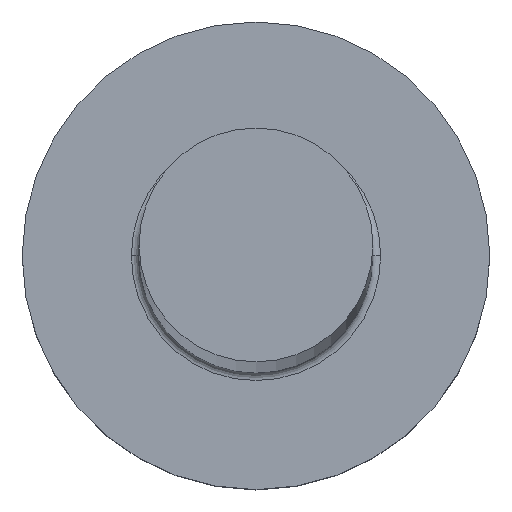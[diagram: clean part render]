
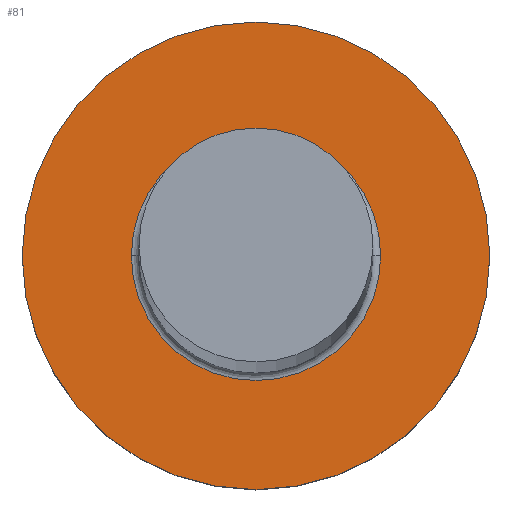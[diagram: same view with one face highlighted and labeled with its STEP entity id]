
A CAD part, top view. The second image highlights one B-rep face of the part: STEP entity #81.
In plain terms, the highlighted planar face has unit normal (0, 0, 1).
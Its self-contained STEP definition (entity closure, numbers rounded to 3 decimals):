
#3 = EDGE_CURVE ( 'NONE', #119, #240, #236, .T. ) ;
#8 = DIRECTION ( 'NONE',  ( 1., 0., 0. ) ) ;
#11 = VERTEX_POINT ( 'NONE', #56 ) ;
#27 = ORIENTED_EDGE ( 'NONE', *, *, #210, .T. ) ;
#31 = FACE_OUTER_BOUND ( 'NONE', #121, .T. ) ;
#33 = CARTESIAN_POINT ( 'NONE',  ( 0., 0., 5. ) ) ;
#36 = DIRECTION ( 'NONE',  ( 0., 0., 1. ) ) ;
#56 = CARTESIAN_POINT ( 'NONE',  ( -3.2, 0., 5. ) ) ;
#60 = CIRCLE ( 'NONE', #188, 3.2 ) ;
#61 = DIRECTION ( 'NONE',  ( 1., 0., 0. ) ) ;
#63 = CARTESIAN_POINT ( 'NONE',  ( 0., 0., 5. ) ) ;
#74 = VERTEX_POINT ( 'NONE', #145 ) ;
#75 = DIRECTION ( 'NONE',  ( 1., 0., 0. ) ) ;
#78 = DIRECTION ( 'NONE',  ( 1., 0., 0. ) ) ;
#81 = ADVANCED_FACE ( 'NONE', ( #243, #31 ), #103, .T. ) ;
#85 = AXIS2_PLACEMENT_3D ( 'NONE', #287, #36, #75 ) ;
#103 = PLANE ( 'NONE',  #85 ) ;
#119 = VERTEX_POINT ( 'NONE', #196 ) ;
#121 = EDGE_LOOP ( 'NONE', ( #27, #173 ) ) ;
#142 = ORIENTED_EDGE ( 'NONE', *, *, #250, .T. ) ;
#145 = CARTESIAN_POINT ( 'NONE',  ( 3.2, 0., 5. ) ) ;
#149 = CARTESIAN_POINT ( 'NONE',  ( 0., 0., 5. ) ) ;
#153 = DIRECTION ( 'NONE',  ( 1., 0., 0. ) ) ;
#158 = AXIS2_PLACEMENT_3D ( 'NONE', #33, #267, #78 ) ;
#173 = ORIENTED_EDGE ( 'NONE', *, *, #3, .T. ) ;
#188 = AXIS2_PLACEMENT_3D ( 'NONE', #63, #296, #8 ) ;
#189 = EDGE_CURVE ( 'NONE', #11, #74, #204, .T. ) ;
#196 = CARTESIAN_POINT ( 'NONE',  ( 6., 0., 5. ) ) ;
#200 = CARTESIAN_POINT ( 'NONE',  ( -6., 0., 5. ) ) ;
#204 = CIRCLE ( 'NONE', #254, 3.2 ) ;
#210 = EDGE_CURVE ( 'NONE', #240, #119, #281, .T. ) ;
#218 = AXIS2_PLACEMENT_3D ( 'NONE', #149, #255, #153 ) ;
#236 = CIRCLE ( 'NONE', #158, 6. ) ;
#240 = VERTEX_POINT ( 'NONE', #200 ) ;
#243 = FACE_BOUND ( 'NONE', #290, .T. ) ;
#250 = EDGE_CURVE ( 'NONE', #74, #11, #60, .T. ) ;
#251 = ORIENTED_EDGE ( 'NONE', *, *, #189, .T. ) ;
#254 = AXIS2_PLACEMENT_3D ( 'NONE', #271, #273, #61 ) ;
#255 = DIRECTION ( 'NONE',  ( 0., 0., 1. ) ) ;
#267 = DIRECTION ( 'NONE',  ( 0., 0., 1. ) ) ;
#271 = CARTESIAN_POINT ( 'NONE',  ( 0., 0., 5. ) ) ;
#273 = DIRECTION ( 'NONE',  ( 0., 0., -1. ) ) ;
#281 = CIRCLE ( 'NONE', #218, 6. ) ;
#287 = CARTESIAN_POINT ( 'NONE',  ( 0., 0., 5. ) ) ;
#290 = EDGE_LOOP ( 'NONE', ( #142, #251 ) ) ;
#296 = DIRECTION ( 'NONE',  ( 0., 0., -1. ) ) ;
